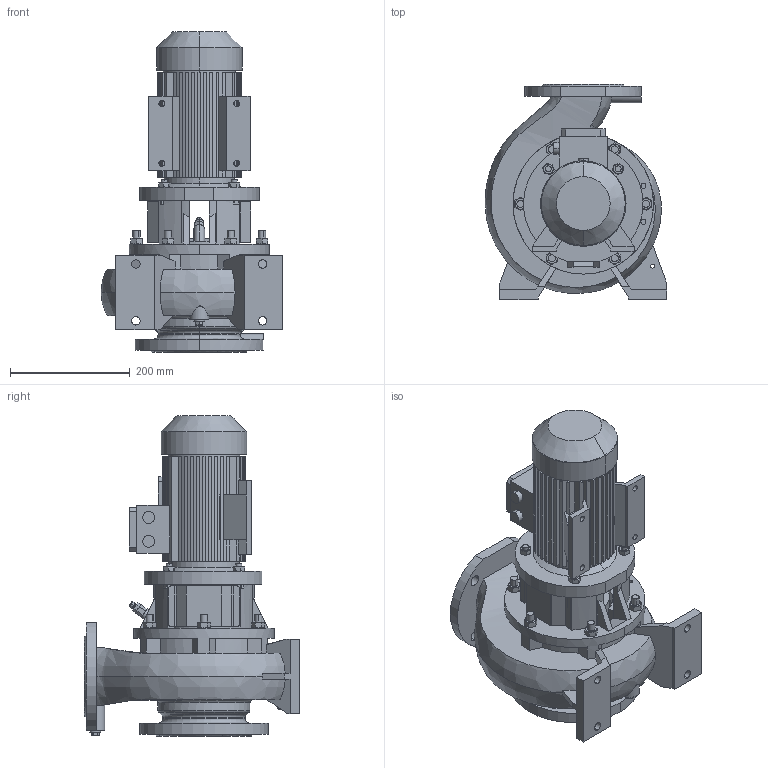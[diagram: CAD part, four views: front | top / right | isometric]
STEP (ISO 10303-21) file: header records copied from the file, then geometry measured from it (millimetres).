
FILE_DESCRIPTION (( 'STEP AP214' ), '1' );
FILE_NAME ('ﾌﾓ-311-200-ﾌ3-311-215-01-42.step', '2025-04-07T08:16:49', ( 'adb' ), ( '' ), 'SwSTEP 2.0', 'SolidWorks 2016', '' );
FILE_SCHEMA (( 'AUTOMOTIVE_DESIGN' ));
Length unit declared in the file: millimetre
Products named in the file (1): ﾌﾓ-311-200-ﾌ3-311-215-01-42
Bounding box: 304.33 x 360 x 536 mm (x, y, z)
Volume: 11330659.4 mm3; surface area: 1150484.7 mm2
Topology: 8 solids, 19 shells, 1045 faces, 2767 edges, 1812 vertices
Faces by surface type: plane 570, cylinder 353, cone 91, bspline 24, torus 7
Entity records: 52455 total; most frequent: CARTESIAN_POINT 14816, ORIENTED_EDGE 5530, DIRECTION 5293, EDGE_CURVE 2765, AXIS2_PLACEMENT_3D 1902, VERTEX_POINT 1812, LINE 1489, VECTOR 1489
